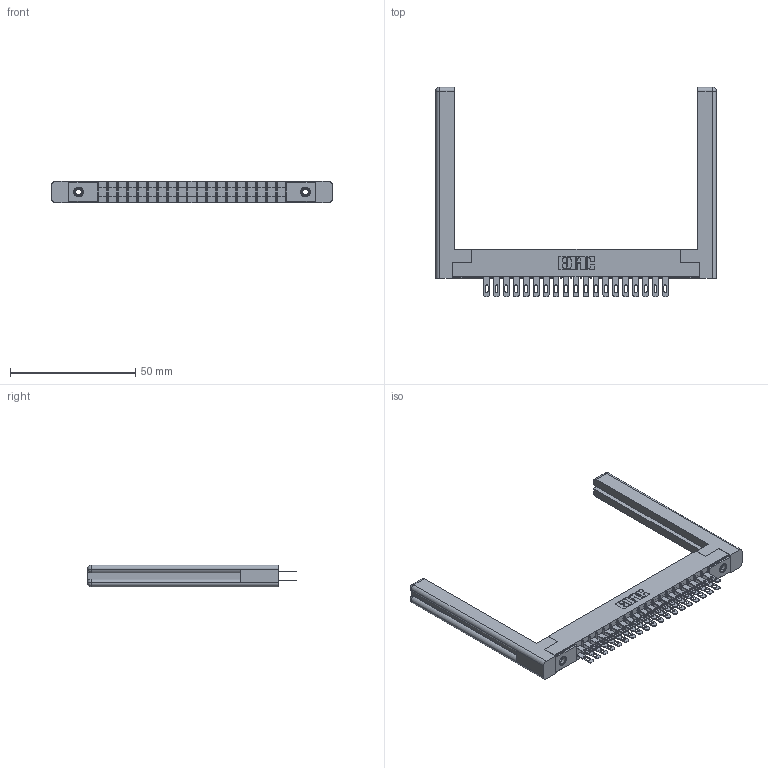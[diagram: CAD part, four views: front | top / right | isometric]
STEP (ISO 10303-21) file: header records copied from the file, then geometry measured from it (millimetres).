
FILE_DESCRIPTION (( 'STEP AP203' ), '1' );
FILE_NAME ('305-038-500-558.STEP', '2019-09-09T18:23:02', ( '' ), ( '' ), 'SwSTEP 2.0', 'SolidWorks 2016', '' );
FILE_SCHEMA (( 'CONFIG_CONTROL_DESIGN' ));
Length unit declared in the file: inch
Products named in the file (5): 305-038-500-558; 305 Part_.156 Dia; 305-290-001_500; 307-220-058; 345-250-001_345-250-001-102
Assembly tree (43 placements, depth 2):
  305-038-500-558
    305 Part_.156 Dia
    305-290-001_500  x38
    345-250-001_345-250-001-102  x2
    307-220-058  x2
Bounding box: 111.91 x 83.49 x 8.71 mm (x, y, z)
Volume: 14596.8 mm3; surface area: 19120.9 mm2
Topology: 43 solids, 43 shells, 2158 faces, 6123 edges, 3966 vertices
Faces by surface type: plane 1216, cylinder 842, sphere 76, cone 12, torus 12
Entity records: 26027 total; most frequent: CARTESIAN_POINT 4322, ORIENTED_EDGE 4228, DIRECTION 4164, EDGE_CURVE 2114, VECTOR 1672, LINE 1672, VERTEX_POINT 1350, AXIS2_PLACEMENT_3D 1246
